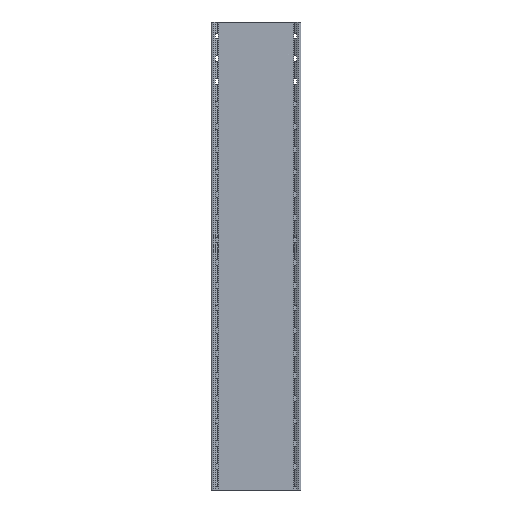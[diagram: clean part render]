
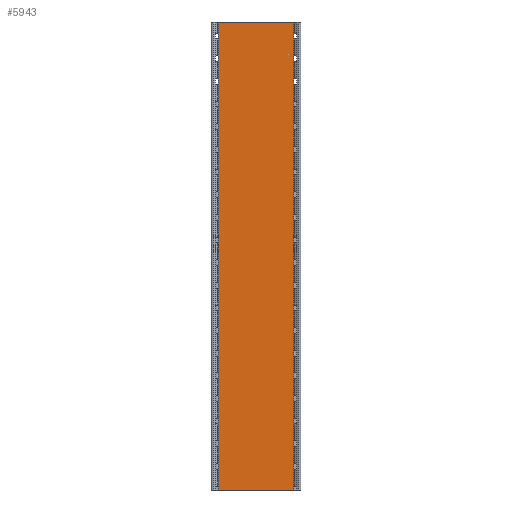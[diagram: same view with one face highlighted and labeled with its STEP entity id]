
A CAD part, front view. The second image highlights one B-rep face of the part: STEP entity #5943.
In plain terms, the highlighted planar face has unit normal (0, -1, 0).
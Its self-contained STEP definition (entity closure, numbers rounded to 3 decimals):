
#571 = VECTOR ( 'NONE', #14248, 1000. ) ;
#734 = EDGE_CURVE ( 'NONE', #7806, #17617, #11501, .T. ) ;
#1302 = ORIENTED_EDGE ( 'NONE', *, *, #17718, .F. ) ;
#1433 = CARTESIAN_POINT ( 'NONE',  ( -20., 0., 252. ) ) ;
#2223 = FACE_OUTER_BOUND ( 'NONE', #4322, .T. ) ;
#2465 = EDGE_CURVE ( 'NONE', #17617, #6862, #5743, .T. ) ;
#3259 = CARTESIAN_POINT ( 'NONE',  ( -20., 0., 500. ) ) ;
#4322 = EDGE_LOOP ( 'NONE', ( #1302, #9365, #11653, #8743 ) ) ;
#4806 = DIRECTION ( 'NONE',  ( 0., 0., 1. ) ) ;
#5214 = CARTESIAN_POINT ( 'NONE',  ( 20., 0., 500. ) ) ;
#5743 = LINE ( 'NONE', #11324, #8124 ) ;
#5943 = ADVANCED_FACE ( 'NONE', ( #2223 ), #17342, .F. ) ;
#6862 = VERTEX_POINT ( 'NONE', #15148 ) ;
#7296 = CARTESIAN_POINT ( 'NONE',  ( -20., 0., 252. ) ) ;
#7806 = VERTEX_POINT ( 'NONE', #16935 ) ;
#8124 = VECTOR ( 'NONE', #8778, 1000. ) ;
#8743 = ORIENTED_EDGE ( 'NONE', *, *, #9794, .T. ) ;
#8778 = DIRECTION ( 'NONE',  ( 0., 0., -1. ) ) ;
#9365 = ORIENTED_EDGE ( 'NONE', *, *, #2465, .F. ) ;
#9794 = EDGE_CURVE ( 'NONE', #7806, #13389, #9942, .T. ) ;
#9942 = LINE ( 'NONE', #3259, #14238 ) ;
#9961 = LINE ( 'NONE', #1433, #571 ) ;
#11324 = CARTESIAN_POINT ( 'NONE',  ( 20., 0., 500. ) ) ;
#11501 = LINE ( 'NONE', #14330, #13316 ) ;
#11653 = ORIENTED_EDGE ( 'NONE', *, *, #734, .F. ) ;
#13316 = VECTOR ( 'NONE', #15700, 1000. ) ;
#13389 = VERTEX_POINT ( 'NONE', #7296 ) ;
#14238 = VECTOR ( 'NONE', #14416, 1000. ) ;
#14248 = DIRECTION ( 'NONE',  ( -1., 0., 0. ) ) ;
#14330 = CARTESIAN_POINT ( 'NONE',  ( -20., 0., 500. ) ) ;
#14416 = DIRECTION ( 'NONE',  ( 0., 0., -1. ) ) ;
#14767 = CARTESIAN_POINT ( 'NONE',  ( -20., 0., 500. ) ) ;
#14857 = DIRECTION ( 'NONE',  ( 0., 1., 0. ) ) ;
#15148 = CARTESIAN_POINT ( 'NONE',  ( 20., 0., 252. ) ) ;
#15700 = DIRECTION ( 'NONE',  ( 1., 0., 0. ) ) ;
#16220 = AXIS2_PLACEMENT_3D ( 'NONE', #14767, #14857, #4806 ) ;
#16935 = CARTESIAN_POINT ( 'NONE',  ( -20., 0., 500. ) ) ;
#17342 = PLANE ( 'NONE',  #16220 ) ;
#17617 = VERTEX_POINT ( 'NONE', #5214 ) ;
#17718 = EDGE_CURVE ( 'NONE', #6862, #13389, #9961, .T. ) ;
